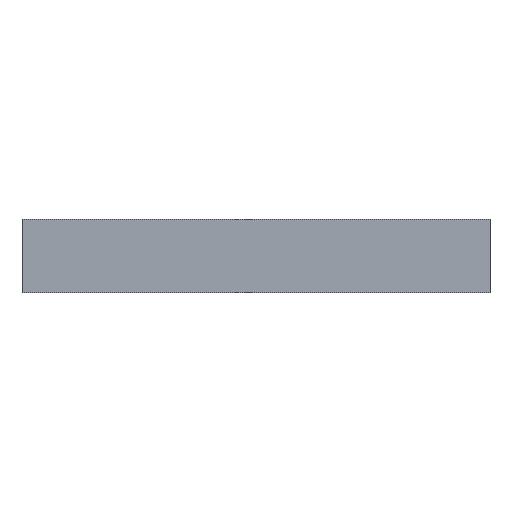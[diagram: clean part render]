
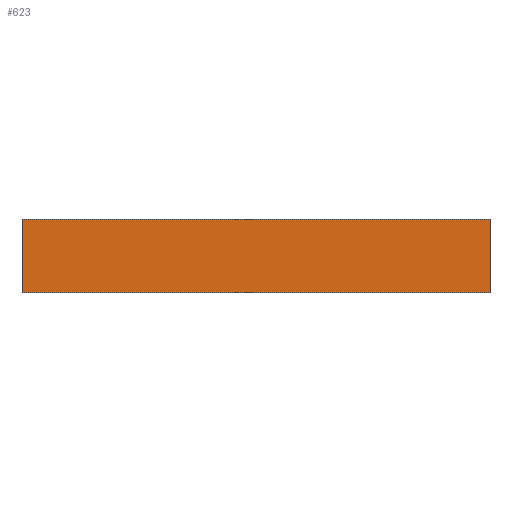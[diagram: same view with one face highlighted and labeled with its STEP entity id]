
A CAD part, left-side view. The second image highlights one B-rep face of the part: STEP entity #623.
In plain terms, the highlighted free-form (B-spline) face has degree [1, 1] with [2, 2] control points.
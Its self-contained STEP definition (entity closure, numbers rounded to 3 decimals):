
#588=(
BOUNDED_SURFACE()
B_SPLINE_SURFACE(1,1,((#589,#590),(#591,#592)),.UNSPECIFIED.,.F.,.F.,.F.)
B_SPLINE_SURFACE_WITH_KNOTS((2,2),(2,2),(0.000,1.000),(0.000,1.000),.UNSPECIFIED.)
GEOMETRIC_REPRESENTATION_ITEM()
RATIONAL_B_SPLINE_SURFACE(((1.,1.),(1.,1.)))
REPRESENTATION_ITEM('')
SURFACE()
);
#589=CARTESIAN_POINT('',(0.,0.,5.));
#590=CARTESIAN_POINT('',(0.,0.,0.));
#591=CARTESIAN_POINT('',(0.,32.,5.));
#592=CARTESIAN_POINT('',(0.,32.,0.));
#593=CARTESIAN_POINT('',(0.,0.,5.));
#594=VERTEX_POINT('',#593);
#595=(
BOUNDED_CURVE()
B_SPLINE_CURVE(1,(#596,#597),.UNSPECIFIED.,.F.,.F.)
B_SPLINE_CURVE_WITH_KNOTS((2,2),(0.000,1.000),.UNSPECIFIED.)
CURVE()
GEOMETRIC_REPRESENTATION_ITEM()
RATIONAL_B_SPLINE_CURVE((1.,1.))
REPRESENTATION_ITEM('')
);
#596=CARTESIAN_POINT('',(0.,0.,5.));
#597=CARTESIAN_POINT('',(0.,0.,0.));
#598=CARTESIAN_POINT('',(0.,0.,0.));
#599=VERTEX_POINT('',#598);
#600=EDGE_CURVE('',#594,#599,#595,.T.);
#601=ORIENTED_EDGE('',*,*,#600,.T.);
#602=(
BOUNDED_CURVE()
B_SPLINE_CURVE(1,(#603,#604),.UNSPECIFIED.,.F.,.F.)
B_SPLINE_CURVE_WITH_KNOTS((2,2),(0.000,1.000),.UNSPECIFIED.)
CURVE()
GEOMETRIC_REPRESENTATION_ITEM()
RATIONAL_B_SPLINE_CURVE((1.,1.))
REPRESENTATION_ITEM('')
);
#603=CARTESIAN_POINT('',(0.,0.,0.));
#604=CARTESIAN_POINT('',(0.,32.,0.));
#605=CARTESIAN_POINT('',(0.,32.,0.));
#606=VERTEX_POINT('',#605);
#607=EDGE_CURVE('',#599,#606,#602,.T.);
#608=ORIENTED_EDGE('',*,*,#607,.T.);
#609=(
BOUNDED_CURVE()
B_SPLINE_CURVE(1,(#610,#611),.UNSPECIFIED.,.F.,.F.)
B_SPLINE_CURVE_WITH_KNOTS((2,2),(0.000,1.000),.UNSPECIFIED.)
CURVE()
GEOMETRIC_REPRESENTATION_ITEM()
RATIONAL_B_SPLINE_CURVE((1.,1.))
REPRESENTATION_ITEM('')
);
#610=CARTESIAN_POINT('',(0.,32.,0.));
#611=CARTESIAN_POINT('',(0.,32.,5.));
#612=CARTESIAN_POINT('',(0.,32.,5.));
#613=VERTEX_POINT('',#612);
#614=EDGE_CURVE('',#606,#613,#609,.T.);
#615=ORIENTED_EDGE('',*,*,#614,.T.);
#616=(
BOUNDED_CURVE()
B_SPLINE_CURVE(1,(#617,#618),.UNSPECIFIED.,.F.,.F.)
B_SPLINE_CURVE_WITH_KNOTS((2,2),(0.000,1.000),.UNSPECIFIED.)
CURVE()
GEOMETRIC_REPRESENTATION_ITEM()
RATIONAL_B_SPLINE_CURVE((1.,1.))
REPRESENTATION_ITEM('')
);
#617=CARTESIAN_POINT('',(0.,32.,5.));
#618=CARTESIAN_POINT('',(0.,0.,5.));
#619=EDGE_CURVE('',#613,#594,#616,.T.);
#620=ORIENTED_EDGE('',*,*,#619,.T.);
#621=EDGE_LOOP('',(#601,#608,#615,#620));
#622=FACE_OUTER_BOUND('',#621,.T.);
#623=ADVANCED_FACE('',(#622),#588,.T.);
